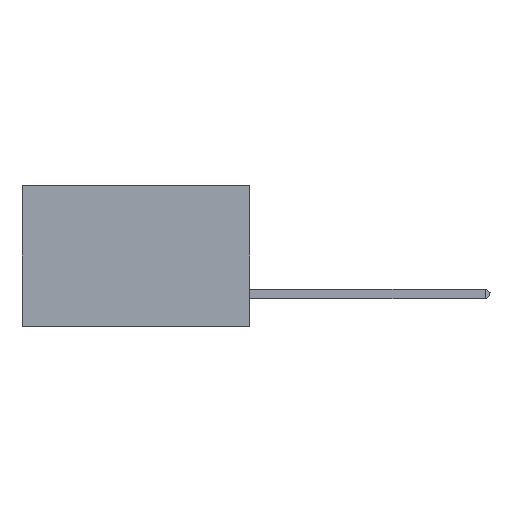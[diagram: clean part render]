
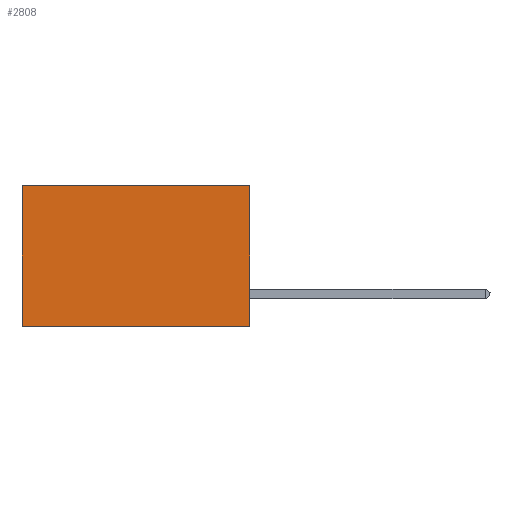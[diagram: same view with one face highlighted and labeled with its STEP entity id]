
A CAD part, left-side view. The second image highlights one B-rep face of the part: STEP entity #2808.
In plain terms, the highlighted planar face has unit normal (-1, 0, 0).
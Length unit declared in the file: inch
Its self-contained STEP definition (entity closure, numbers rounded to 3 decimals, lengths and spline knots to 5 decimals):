
#1226 = CARTESIAN_POINT ( 'NONE',  ( 0.2875, 0., 0. ) ) ;
#1521 = ORIENTED_EDGE ( 'NONE', *, *, #24358, .F. ) ;
#2808 = ADVANCED_FACE ( 'NONE', ( #4429 ), #3589, .F. ) ;
#3255 = EDGE_CURVE ( 'NONE', #16118, #25884, #10984, .T. ) ;
#3589 = PLANE ( 'NONE',  #19711 ) ;
#4351 = VERTEX_POINT ( 'NONE', #7791 ) ;
#4429 = FACE_OUTER_BOUND ( 'NONE', #7293, .T. ) ;
#5210 = CARTESIAN_POINT ( 'NONE',  ( 0.2875, 0.6, 0. ) ) ;
#5314 = DIRECTION ( 'NONE',  ( 0., 0., -1. ) ) ;
#6390 = DIRECTION ( 'NONE',  ( 1., 0., 0. ) ) ;
#6425 = ORIENTED_EDGE ( 'NONE', *, *, #8362, .T. ) ;
#7293 = EDGE_LOOP ( 'NONE', ( #25380, #1521, #7980, #6425 ) ) ;
#7791 = CARTESIAN_POINT ( 'NONE',  ( 0.2875, 0., 0. ) ) ;
#7980 = ORIENTED_EDGE ( 'NONE', *, *, #32770, .F. ) ;
#8362 = EDGE_CURVE ( 'NONE', #4351, #16118, #11329, .T. ) ;
#9820 = DIRECTION ( 'NONE',  ( 0., 1., 0. ) ) ;
#9900 = CARTESIAN_POINT ( 'NONE',  ( 0.2875, 0.6, 0. ) ) ;
#10984 = LINE ( 'NONE', #5210, #25570 ) ;
#11329 = LINE ( 'NONE', #25525, #32094 ) ;
#14326 = DIRECTION ( 'NONE',  ( 0., 0., -1. ) ) ;
#15851 = CARTESIAN_POINT ( 'NONE',  ( 0.2875, 0., -0.37 ) ) ;
#16118 = VERTEX_POINT ( 'NONE', #9900 ) ;
#16325 = CARTESIAN_POINT ( 'NONE',  ( 0.2875, 0., -0.37 ) ) ;
#16400 = LINE ( 'NONE', #15851, #28078 ) ;
#19711 = AXIS2_PLACEMENT_3D ( 'NONE', #1226, #6390, #14326 ) ;
#21111 = DIRECTION ( 'NONE',  ( 0., 0., -1. ) ) ;
#21533 = VECTOR ( 'NONE', #21111, 39.37008 ) ;
#23583 = CARTESIAN_POINT ( 'NONE',  ( 0.2875, 0.6, -0.37 ) ) ;
#24358 = EDGE_CURVE ( 'NONE', #26011, #25884, #16400, .T. ) ;
#25312 = LINE ( 'NONE', #34269, #21533 ) ;
#25380 = ORIENTED_EDGE ( 'NONE', *, *, #3255, .T. ) ;
#25525 = CARTESIAN_POINT ( 'NONE',  ( 0.2875, 0., 0. ) ) ;
#25570 = VECTOR ( 'NONE', #5314, 39.37008 ) ;
#25884 = VERTEX_POINT ( 'NONE', #23583 ) ;
#26011 = VERTEX_POINT ( 'NONE', #16325 ) ;
#28078 = VECTOR ( 'NONE', #31912, 39.37008 ) ;
#31912 = DIRECTION ( 'NONE',  ( 0., 1., 0. ) ) ;
#32094 = VECTOR ( 'NONE', #9820, 39.37008 ) ;
#32770 = EDGE_CURVE ( 'NONE', #4351, #26011, #25312, .T. ) ;
#34269 = CARTESIAN_POINT ( 'NONE',  ( 0.2875, 0., 0. ) ) ;
